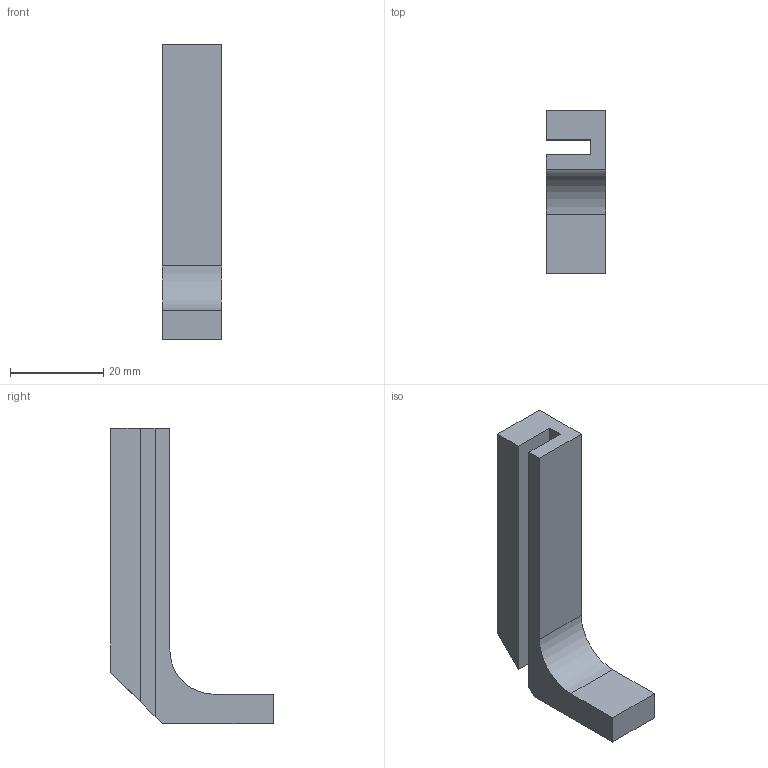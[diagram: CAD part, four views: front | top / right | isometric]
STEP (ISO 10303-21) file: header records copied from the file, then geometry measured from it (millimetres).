
FILE_DESCRIPTION(/* description */ (''),/* implementation_level */ '2;1');
FILE_NAME(/* name */ 'ReturnFinger.stp',/* time_stamp */ '2020-02-24T20:15:59-05:00',/* author */ ('Dominic'),/* organization */ (''),/* preprocessor_version */ 'ST-DEVELOPER v18',/* originating_system */ 'Autodesk Inventor 2020',/* authorisation */ '');
FILE_SCHEMA (('AUTOMOTIVE_DESIGN { 1 0 10303 214 3 1 1 }'));
Length unit declared in the file: inch
Products named in the file (1): ReturnFinger
Bounding box: 12.7 x 34.92 x 63.5 mm (x, y, z)
Volume: 9588.2 mm3; surface area: 5368 mm2
Topology: 1 solids, 1 shells, 17 faces, 48 edges, 33 vertices
Faces by surface type: plane 13, cylinder 4
Full cylindrical faces by diameter (mm): 2.381 x3
Entity records: 612 total; most frequent: CARTESIAN_POINT 99, ORIENTED_EDGE 96, DIRECTION 95, EDGE_CURVE 48, LINE 37, VECTOR 37, VERTEX_POINT 33, AXIS2_PLACEMENT_3D 29
